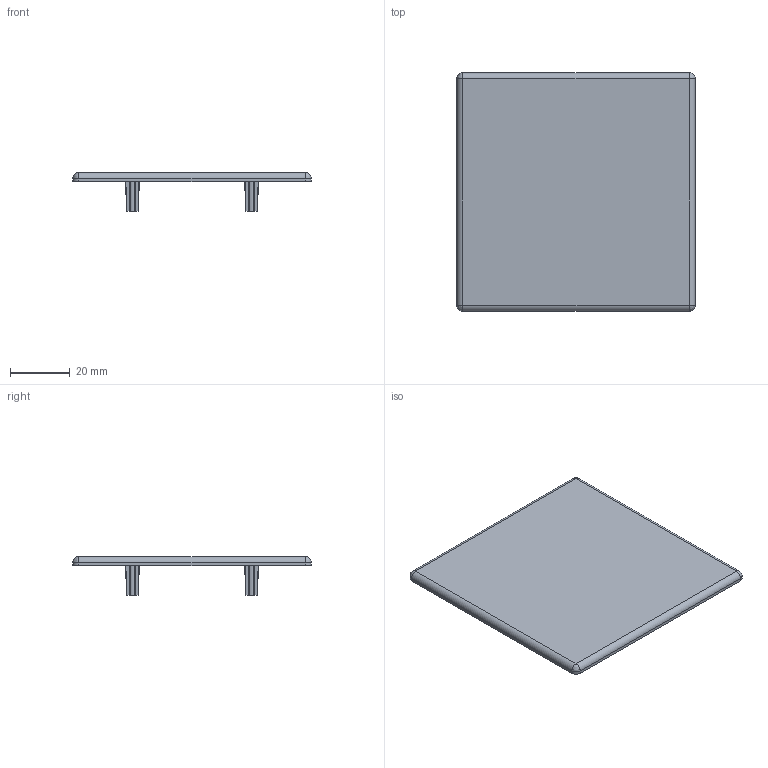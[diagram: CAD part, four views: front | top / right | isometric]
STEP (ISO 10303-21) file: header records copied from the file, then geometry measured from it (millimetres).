
FILE_DESCRIPTION(('STEP AP203'),'2;1');
FILE_NAME('18.006.00.stp','2011-03-21T16:01:02',(''),(''),'2009.3.110','THINKDESIGN','');
FILE_SCHEMA(('CONFIG_CONTROL_DESIGN'));
Length unit declared in the file: millimetre
Bounding box: 80 x 80 x 13 mm (x, y, z)
Volume: 10448.8 mm3; surface area: 14653.5 mm2
Topology: 1 solids, 1 shells, 91 faces, 244 edges, 156 vertices
Faces by surface type: plane 47, cylinder 24, bspline 20
Entity records: 3283 total; most frequent: CARTESIAN_POINT 999, ORIENTED_EDGE 480, DIRECTION 430, EDGE_CURVE 240, VERTEX_POINT 156, AXIS2_PLACEMENT_3D 151, VECTOR 128, LINE 128
